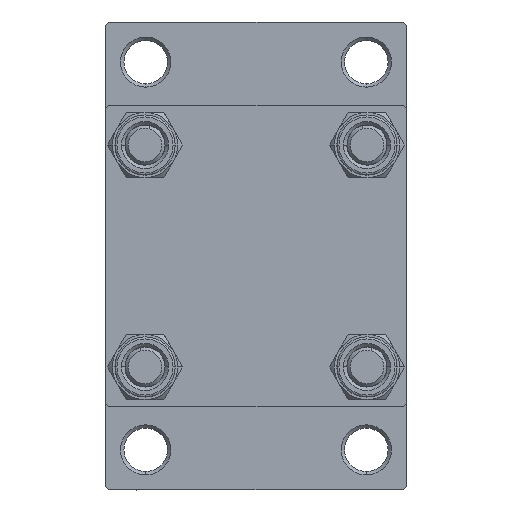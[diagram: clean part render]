
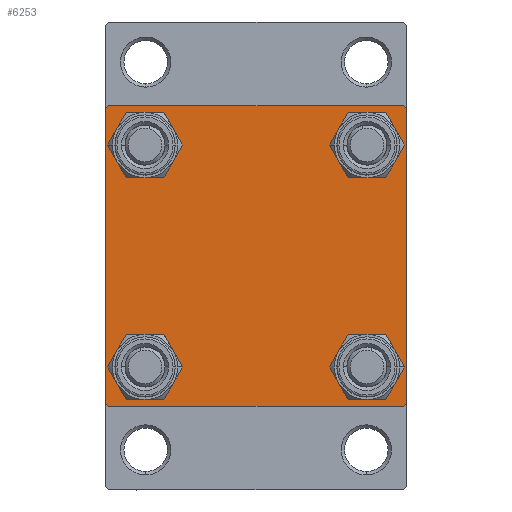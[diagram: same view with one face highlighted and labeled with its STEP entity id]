
A CAD part, left-side view. The second image highlights one B-rep face of the part: STEP entity #6253.
In plain terms, the highlighted planar face has unit normal (-1, 0, 0).
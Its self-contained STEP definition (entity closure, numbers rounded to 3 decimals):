
#838 = VERTEX_POINT ( 'NONE', #20762 ) ;
#950 = AXIS2_PLACEMENT_3D ( 'NONE', #39000, #9439, #20888 ) ;
#1043 = CIRCLE ( 'NONE', #10173, 3.5 ) ;
#1258 = DIRECTION ( 'NONE',  ( 1., 0., 0. ) ) ;
#1260 = CARTESIAN_POINT ( 'NONE',  ( 0., -22.25, 22.25 ) ) ;
#1545 = AXIS2_PLACEMENT_3D ( 'NONE', #32401, #7108, #24555 ) ;
#2117 = CARTESIAN_POINT ( 'NONE',  ( 0., 22.25, -22.25 ) ) ;
#2536 = ORIENTED_EDGE ( 'NONE', *, *, #44457, .T. ) ;
#2547 = EDGE_LOOP ( 'NONE', ( #16101, #31994, #45407, #16021, #14904, #2536, #6345, #22631 ) ) ;
#4025 = DIRECTION ( 'NONE',  ( 0., -1., 0. ) ) ;
#4826 = DIRECTION ( 'NONE',  ( 0., 0.707, -0.707 ) ) ;
#4871 = DIRECTION ( 'NONE',  ( 0., -0.707, 0.707 ) ) ;
#5331 = DIRECTION ( 'NONE',  ( 1., 0., 0. ) ) ;
#5912 = CARTESIAN_POINT ( 'NONE',  ( 0., -16.6, 13.1 ) ) ;
#6253 = ADVANCED_FACE ( 'NONE', ( #22527, #8430, #11781, #8195, #26570 ), #12502, .T. ) ;
#6290 = EDGE_CURVE ( 'NONE', #23862, #36027, #1043, .T. ) ;
#6345 = ORIENTED_EDGE ( 'NONE', *, *, #45234, .F. ) ;
#6598 = CARTESIAN_POINT ( 'NONE',  ( 0., -22., -22.5 ) ) ;
#6976 = CARTESIAN_POINT ( 'NONE',  ( 0., 16.6, 16.6 ) ) ;
#7108 = DIRECTION ( 'NONE',  ( 1., 0., 0. ) ) ;
#7408 = ORIENTED_EDGE ( 'NONE', *, *, #26699, .T. ) ;
#7699 = EDGE_LOOP ( 'NONE', ( #41473, #26064 ) ) ;
#8195 = FACE_BOUND ( 'NONE', #23304, .T. ) ;
#8389 = VERTEX_POINT ( 'NONE', #10212 ) ;
#8430 = FACE_BOUND ( 'NONE', #38508, .T. ) ;
#8877 = LINE ( 'NONE', #30342, #37215 ) ;
#8909 = VERTEX_POINT ( 'NONE', #5912 ) ;
#9439 = DIRECTION ( 'NONE',  ( 1., 0., 0. ) ) ;
#9875 = VECTOR ( 'NONE', #16671, 1000. ) ;
#10173 = AXIS2_PLACEMENT_3D ( 'NONE', #15602, #5331, #23000 ) ;
#10212 = CARTESIAN_POINT ( 'NONE',  ( 0., -22.5, -22. ) ) ;
#10585 = VERTEX_POINT ( 'NONE', #13617 ) ;
#11140 = CARTESIAN_POINT ( 'NONE',  ( 0., 22., 22.5 ) ) ;
#11781 = FACE_BOUND ( 'NONE', #36782, .T. ) ;
#11990 = CARTESIAN_POINT ( 'NONE',  ( 0., 16.6, -16.6 ) ) ;
#12075 = VERTEX_POINT ( 'NONE', #35931 ) ;
#12232 = DIRECTION ( 'NONE',  ( 0., 0., 1. ) ) ;
#12378 = ORIENTED_EDGE ( 'NONE', *, *, #46525, .T. ) ;
#12502 = PLANE ( 'NONE',  #33799 ) ;
#13617 = CARTESIAN_POINT ( 'NONE',  ( 0., -16.6, 20.1 ) ) ;
#14228 = DIRECTION ( 'NONE',  ( 0., -1., 0. ) ) ;
#14293 = EDGE_CURVE ( 'NONE', #10585, #8909, #36959, .T. ) ;
#14681 = EDGE_CURVE ( 'NONE', #45513, #17954, #16705, .T. ) ;
#14901 = VECTOR ( 'NONE', #20516, 1000. ) ;
#14904 = ORIENTED_EDGE ( 'NONE', *, *, #27863, .F. ) ;
#15098 = EDGE_CURVE ( 'NONE', #838, #34039, #36160, .T. ) ;
#15602 = CARTESIAN_POINT ( 'NONE',  ( 0., -16.6, -16.6 ) ) ;
#15780 = VERTEX_POINT ( 'NONE', #41914 ) ;
#16021 = ORIENTED_EDGE ( 'NONE', *, *, #29692, .T. ) ;
#16101 = ORIENTED_EDGE ( 'NONE', *, *, #14681, .T. ) ;
#16415 = AXIS2_PLACEMENT_3D ( 'NONE', #41538, #19617, #30337 ) ;
#16671 = DIRECTION ( 'NONE',  ( 0., -0.707, -0.707 ) ) ;
#16705 = LINE ( 'NONE', #31245, #14901 ) ;
#17408 = AXIS2_PLACEMENT_3D ( 'NONE', #6976, #39186, #39654 ) ;
#17954 = VERTEX_POINT ( 'NONE', #32881 ) ;
#18025 = DIRECTION ( 'NONE',  ( 0., 0., -1. ) ) ;
#18578 = CARTESIAN_POINT ( 'NONE',  ( 0., 22.5, 22.5 ) ) ;
#18947 = CARTESIAN_POINT ( 'NONE',  ( 0., 0., 0. ) ) ;
#19617 = DIRECTION ( 'NONE',  ( 1., 0., 0. ) ) ;
#19748 = ORIENTED_EDGE ( 'NONE', *, *, #33454, .T. ) ;
#19912 = CARTESIAN_POINT ( 'NONE',  ( 0., -16.6, 16.6 ) ) ;
#20516 = DIRECTION ( 'NONE',  ( 0., 0., -1. ) ) ;
#20762 = CARTESIAN_POINT ( 'NONE',  ( 0., 22., -22.5 ) ) ;
#20828 = CARTESIAN_POINT ( 'NONE',  ( 0., 22.5, 22. ) ) ;
#20888 = DIRECTION ( 'NONE',  ( 0., 0., 1. ) ) ;
#21528 = CIRCLE ( 'NONE', #950, 3.5 ) ;
#22125 = ORIENTED_EDGE ( 'NONE', *, *, #31659, .T. ) ;
#22432 = EDGE_CURVE ( 'NONE', #26811, #45513, #8877, .T. ) ;
#22527 = FACE_BOUND ( 'NONE', #7699, .T. ) ;
#22631 = ORIENTED_EDGE ( 'NONE', *, *, #22432, .T. ) ;
#22731 = CARTESIAN_POINT ( 'NONE',  ( 0., -16.6, -20.1 ) ) ;
#23000 = DIRECTION ( 'NONE',  ( 0., 0., 1. ) ) ;
#23262 = CARTESIAN_POINT ( 'NONE',  ( 0., -22.25, -22.25 ) ) ;
#23304 = EDGE_LOOP ( 'NONE', ( #19748, #12378 ) ) ;
#23862 = VERTEX_POINT ( 'NONE', #22731 ) ;
#24555 = DIRECTION ( 'NONE',  ( 0., 0., 1. ) ) ;
#24957 = LINE ( 'NONE', #39487, #44115 ) ;
#25015 = VERTEX_POINT ( 'NONE', #35594 ) ;
#25048 = AXIS2_PLACEMENT_3D ( 'NONE', #19912, #31111, #45641 ) ;
#25379 = VECTOR ( 'NONE', #37038, 1000. ) ;
#25713 = ORIENTED_EDGE ( 'NONE', *, *, #6290, .T. ) ;
#26002 = VERTEX_POINT ( 'NONE', #36357 ) ;
#26064 = ORIENTED_EDGE ( 'NONE', *, *, #29714, .T. ) ;
#26570 = FACE_OUTER_BOUND ( 'NONE', #2547, .T. ) ;
#26699 = EDGE_CURVE ( 'NONE', #36027, #23862, #47158, .T. ) ;
#26811 = VERTEX_POINT ( 'NONE', #11140 ) ;
#27570 = CARTESIAN_POINT ( 'NONE',  ( 0., -16.6, -13.1 ) ) ;
#27863 = EDGE_CURVE ( 'NONE', #41790, #8389, #24957, .T. ) ;
#27950 = VERTEX_POINT ( 'NONE', #32342 ) ;
#28594 = EDGE_CURVE ( 'NONE', #15780, #27950, #46448, .T. ) ;
#29692 = EDGE_CURVE ( 'NONE', #34039, #8389, #37544, .T. ) ;
#29714 = EDGE_CURVE ( 'NONE', #8909, #10585, #40272, .T. ) ;
#30029 = DIRECTION ( 'NONE',  ( 0., 0., 1. ) ) ;
#30337 = DIRECTION ( 'NONE',  ( 0., 0., 1. ) ) ;
#30342 = CARTESIAN_POINT ( 'NONE',  ( 0., 22.25, 22.25 ) ) ;
#31111 = DIRECTION ( 'NONE',  ( 1., 0., 0. ) ) ;
#31245 = CARTESIAN_POINT ( 'NONE',  ( 0., 22.5, 22.5 ) ) ;
#31659 = EDGE_CURVE ( 'NONE', #27950, #15780, #37928, .T. ) ;
#31994 = ORIENTED_EDGE ( 'NONE', *, *, #35786, .T. ) ;
#32120 = CARTESIAN_POINT ( 'NONE',  ( 0., 22.5, -22.5 ) ) ;
#32342 = CARTESIAN_POINT ( 'NONE',  ( 0., 16.6, -13.1 ) ) ;
#32401 = CARTESIAN_POINT ( 'NONE',  ( 0., 16.6, -16.6 ) ) ;
#32881 = CARTESIAN_POINT ( 'NONE',  ( 0., 22.5, -22. ) ) ;
#33454 = EDGE_CURVE ( 'NONE', #26002, #12075, #40266, .T. ) ;
#33719 = DIRECTION ( 'NONE',  ( -1., 0., 0. ) ) ;
#33799 = AXIS2_PLACEMENT_3D ( 'NONE', #18947, #33719, #34198 ) ;
#34039 = VERTEX_POINT ( 'NONE', #6598 ) ;
#34075 = CARTESIAN_POINT ( 'NONE',  ( 0., -16.6, -16.6 ) ) ;
#34180 = VECTOR ( 'NONE', #4871, 1000. ) ;
#34198 = DIRECTION ( 'NONE',  ( 0., 0., 1. ) ) ;
#34988 = AXIS2_PLACEMENT_3D ( 'NONE', #34075, #40518, #30029 ) ;
#35594 = CARTESIAN_POINT ( 'NONE',  ( 0., -22., 22.5 ) ) ;
#35786 = EDGE_CURVE ( 'NONE', #17954, #838, #37642, .T. ) ;
#35931 = CARTESIAN_POINT ( 'NONE',  ( 0., 16.6, 13.1 ) ) ;
#36027 = VERTEX_POINT ( 'NONE', #27570 ) ;
#36160 = LINE ( 'NONE', #32120, #43822 ) ;
#36357 = CARTESIAN_POINT ( 'NONE',  ( 0., 16.6, 20.1 ) ) ;
#36782 = EDGE_LOOP ( 'NONE', ( #22125, #42214 ) ) ;
#36959 = CIRCLE ( 'NONE', #16415, 3.5 ) ;
#37038 = DIRECTION ( 'NONE',  ( 0., 0.707, 0.707 ) ) ;
#37215 = VECTOR ( 'NONE', #4826, 1000. ) ;
#37544 = LINE ( 'NONE', #23262, #34180 ) ;
#37642 = LINE ( 'NONE', #2117, #9875 ) ;
#37928 = CIRCLE ( 'NONE', #40192, 3.5 ) ;
#38508 = EDGE_LOOP ( 'NONE', ( #7408, #25713 ) ) ;
#39000 = CARTESIAN_POINT ( 'NONE',  ( 0., 16.6, 16.6 ) ) ;
#39186 = DIRECTION ( 'NONE',  ( 1., 0., 0. ) ) ;
#39487 = CARTESIAN_POINT ( 'NONE',  ( 0., -22.5, 22.5 ) ) ;
#39654 = DIRECTION ( 'NONE',  ( 0., 0., 1. ) ) ;
#40192 = AXIS2_PLACEMENT_3D ( 'NONE', #11990, #1258, #12232 ) ;
#40266 = CIRCLE ( 'NONE', #17408, 3.5 ) ;
#40272 = CIRCLE ( 'NONE', #25048, 3.5 ) ;
#40518 = DIRECTION ( 'NONE',  ( 1., 0., 0. ) ) ;
#41322 = LINE ( 'NONE', #1260, #25379 ) ;
#41473 = ORIENTED_EDGE ( 'NONE', *, *, #14293, .T. ) ;
#41538 = CARTESIAN_POINT ( 'NONE',  ( 0., -16.6, 16.6 ) ) ;
#41790 = VERTEX_POINT ( 'NONE', #43065 ) ;
#41914 = CARTESIAN_POINT ( 'NONE',  ( 0., 16.6, -20.1 ) ) ;
#42214 = ORIENTED_EDGE ( 'NONE', *, *, #28594, .T. ) ;
#42918 = LINE ( 'NONE', #18578, #46589 ) ;
#43065 = CARTESIAN_POINT ( 'NONE',  ( 0., -22.5, 22. ) ) ;
#43822 = VECTOR ( 'NONE', #14228, 1000. ) ;
#44115 = VECTOR ( 'NONE', #18025, 1000. ) ;
#44457 = EDGE_CURVE ( 'NONE', #41790, #25015, #41322, .T. ) ;
#45234 = EDGE_CURVE ( 'NONE', #26811, #25015, #42918, .T. ) ;
#45407 = ORIENTED_EDGE ( 'NONE', *, *, #15098, .T. ) ;
#45513 = VERTEX_POINT ( 'NONE', #20828 ) ;
#45641 = DIRECTION ( 'NONE',  ( 0., 0., 1. ) ) ;
#46448 = CIRCLE ( 'NONE', #1545, 3.5 ) ;
#46525 = EDGE_CURVE ( 'NONE', #12075, #26002, #21528, .T. ) ;
#46589 = VECTOR ( 'NONE', #4025, 1000. ) ;
#47158 = CIRCLE ( 'NONE', #34988, 3.5 ) ;
